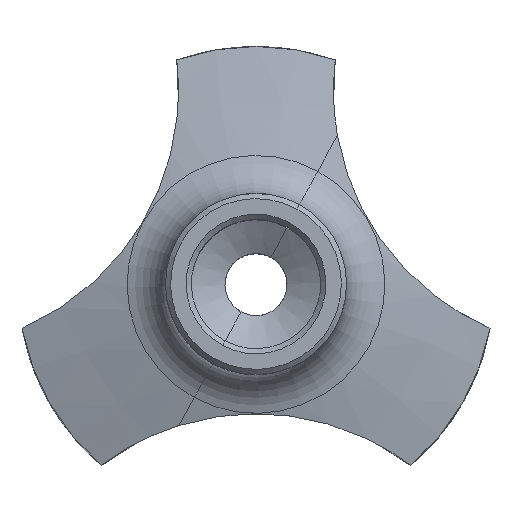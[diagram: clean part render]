
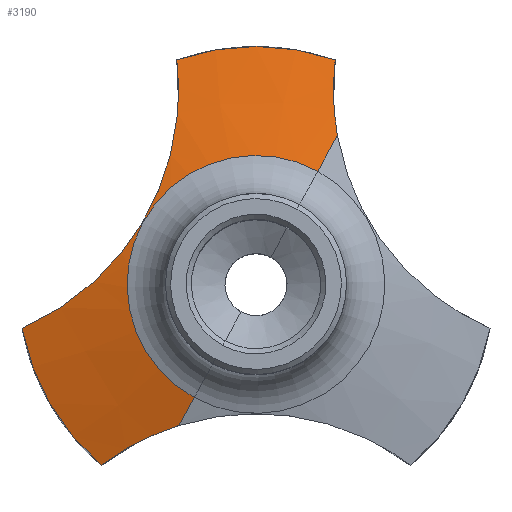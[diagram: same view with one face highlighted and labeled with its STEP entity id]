
A CAD part, top view. The second image highlights one B-rep face of the part: STEP entity #3190.
In plain terms, the highlighted conical face has half-angle 75 degrees and reference radius 24.912 mm.
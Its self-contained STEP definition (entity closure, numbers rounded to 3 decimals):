
#222=CARTESIAN_POINT('Axis2P3D Location',(0.,0.,35.341)) ;
#226=CARTESIAN_POINT('Vertex',(-11.943,-21.862,35.341)) ;
#228=CARTESIAN_POINT('Vertex',(11.943,21.862,35.341)) ;
#3010=CARTESIAN_POINT('Axis2P3D Location',(0.,0.,35.341)) ;
#3015=CARTESIAN_POINT('Line Origine',(17.957,32.871,31.98)) ;
#3019=CARTESIAN_POINT('Vertex',(15.719,28.774,33.23)) ;
#3022=CARTESIAN_POINT('Line Origine',(-17.957,-32.871,31.98)) ;
#3026=CARTESIAN_POINT('Vertex',(-14.898,-27.271,33.689)) ;
#3125=CARTESIAN_POINT('Control Point',(15.719,28.774,33.23)) ;
#3126=CARTESIAN_POINT('Control Point',(15.091,32.316,32.478)) ;
#3127=CARTESIAN_POINT('Control Point',(14.787,36.035,31.587)) ;
#3128=CARTESIAN_POINT('Control Point',(14.867,39.737,30.649)) ;
#3129=CARTESIAN_POINT('Control Point',(15.299,43.381,29.69)) ;
#3130=CARTESIAN_POINT('Vertex',(15.299,43.381,29.69)) ;
#3133=CARTESIAN_POINT('Axis2P3D Location',(0.,0.,29.69)) ;
#3137=CARTESIAN_POINT('Vertex',(-15.299,43.381,29.69)) ;
#3141=CARTESIAN_POINT('Control Point',(-45.219,-8.441,29.69)) ;
#3142=CARTESIAN_POINT('Control Point',(-43.034,-7.503,30.312)) ;
#3143=CARTESIAN_POINT('Control Point',(-40.9,-6.432,30.925)) ;
#3144=CARTESIAN_POINT('Control Point',(-38.816,-5.226,31.526)) ;
#3145=CARTESIAN_POINT('Control Point',(-35.628,-3.112,32.444)) ;
#3146=CARTESIAN_POINT('Control Point',(-32.708,-0.753,33.254)) ;
#3147=CARTESIAN_POINT('Control Point',(-31.661,0.157,33.538)) ;
#3148=CARTESIAN_POINT('Control Point',(-28.875,2.748,34.267)) ;
#3149=CARTESIAN_POINT('Control Point',(-26.487,5.435,34.8)) ;
#3150=CARTESIAN_POINT('Control Point',(-25.132,7.151,35.046)) ;
#3151=CARTESIAN_POINT('Control Point',(-22.651,10.636,35.369)) ;
#3152=CARTESIAN_POINT('Control Point',(-20.616,14.243,35.338)) ;
#3153=CARTESIAN_POINT('Control Point',(-19.663,16.144,35.234)) ;
#3154=CARTESIAN_POINT('Control Point',(-18.269,19.347,34.919)) ;
#3155=CARTESIAN_POINT('Control Point',(-17.099,22.907,34.366)) ;
#3156=CARTESIAN_POINT('Control Point',(-16.706,24.256,34.132)) ;
#3157=CARTESIAN_POINT('Control Point',(-15.589,28.686,33.297)) ;
#3158=CARTESIAN_POINT('Control Point',(-14.947,33.469,32.209)) ;
#3159=CARTESIAN_POINT('Control Point',(-14.792,36.806,31.393)) ;
#3160=CARTESIAN_POINT('Control Point',(-14.912,40.116,30.55)) ;
#3161=CARTESIAN_POINT('Control Point',(-15.299,43.381,29.69)) ;
#3162=CARTESIAN_POINT('Vertex',(-45.219,-8.441,29.69)) ;
#3165=CARTESIAN_POINT('Axis2P3D Location',(0.,0.,29.69)) ;
#3169=CARTESIAN_POINT('Vertex',(-29.92,-34.94,29.69)) ;
#3173=CARTESIAN_POINT('Control Point',(-14.898,-27.271,33.689)) ;
#3174=CARTESIAN_POINT('Control Point',(-18.023,-28.247,33.058)) ;
#3175=CARTESIAN_POINT('Control Point',(-21.197,-29.518,32.295)) ;
#3176=CARTESIAN_POINT('Control Point',(-24.278,-31.088,31.453)) ;
#3177=CARTESIAN_POINT('Control Point',(-27.192,-32.903,30.58)) ;
#3178=CARTESIAN_POINT('Control Point',(-29.92,-34.94,29.69)) ;
#223=DIRECTION('Axis2P3D Direction',(0.,0.,-1.)) ;
#3011=DIRECTION('Axis2P3D Direction',(0.,0.,-1.)) ;
#3012=DIRECTION('Axis2P3D XDirection',(0.479,0.878,0.)) ;
#3016=DIRECTION('Vector Direction',(0.463,0.848,-0.259)) ;
#3023=DIRECTION('Vector Direction',(-0.463,-0.848,-0.259)) ;
#3134=DIRECTION('Axis2P3D Direction',(0.,0.,-1.)) ;
#3166=DIRECTION('Axis2P3D Direction',(0.,0.,-1.)) ;
#224=AXIS2_PLACEMENT_3D('Circle Axis2P3D',#222,#223,$) ;
#3013=AXIS2_PLACEMENT_3D('Cone Axis2P3D',#3010,#3011,#3012) ;
#3135=AXIS2_PLACEMENT_3D('Circle Axis2P3D',#3133,#3134,$) ;
#3167=AXIS2_PLACEMENT_3D('Circle Axis2P3D',#3165,#3166,$) ;
#3181=ORIENTED_EDGE('',*,*,#3028,.T.) ;
#3182=ORIENTED_EDGE('',*,*,#230,.T.) ;
#3183=ORIENTED_EDGE('',*,*,#3021,.F.) ;
#3184=ORIENTED_EDGE('',*,*,#3132,.T.) ;
#3185=ORIENTED_EDGE('',*,*,#3139,.T.) ;
#3186=ORIENTED_EDGE('',*,*,#3164,.F.) ;
#3187=ORIENTED_EDGE('',*,*,#3171,.T.) ;
#3188=ORIENTED_EDGE('',*,*,#3179,.F.) ;
#3017=VECTOR('Line Direction',#3016,1.) ;
#3024=VECTOR('Line Direction',#3023,1.) ;
#3190=ADVANCED_FACE('PartBody',(#3189),#3014,.T.) ;
#3124=B_SPLINE_CURVE_WITH_KNOTS('',4,(#3125,#3126,#3127,#3128,#3129),.UNSPECIFIED.,.F.,.U.,(5,5),(0.,21.374),.UNSPECIFIED.) ;
#3140=B_SPLINE_CURVE_WITH_KNOTS('',5,(#3141,#3142,#3143,#3144,#3145,#3146,#3147,#3148,#3149,#3150,#3151,#3152,#3153,#3154,#3155,#3156,#3157,#3158,#3159,#3160,#3161),.UNSPECIFIED.,.F.,.U.,(6,3,3,3,3,3,6),(0.,17.31,27.646,46.115,65.252,76.272,100.216),.UNSPECIFIED.) ;
#3172=B_SPLINE_CURVE_WITH_KNOTS('',5,(#3173,#3174,#3175,#3176,#3177,#3178),.UNSPECIFIED.,.F.,.U.,(6,6),(0.,24.785),.UNSPECIFIED.) ;
#225=CIRCLE('generated circle',#224,24.912) ;
#3136=CIRCLE('generated circle',#3135,46.) ;
#3168=CIRCLE('generated circle',#3167,46.) ;
#3014=CONICAL_SURFACE('Cone',#3013,24.912,1.309) ;
#230=EDGE_CURVE('',#227,#229,#225,.T.) ;
#3021=EDGE_CURVE('',#3020,#229,#3018,.F.) ;
#3028=EDGE_CURVE('',#3027,#227,#3025,.F.) ;
#3132=EDGE_CURVE('',#3020,#3131,#3124,.T.) ;
#3139=EDGE_CURVE('',#3131,#3138,#3136,.F.) ;
#3164=EDGE_CURVE('',#3163,#3138,#3140,.T.) ;
#3171=EDGE_CURVE('',#3163,#3170,#3168,.F.) ;
#3179=EDGE_CURVE('',#3027,#3170,#3172,.T.) ;
#3180=EDGE_LOOP('',(#3181,#3182,#3183,#3184,#3185,#3186,#3187,#3188)) ;
#3189=FACE_OUTER_BOUND('',#3180,.T.) ;
#3018=LINE('Line',#3015,#3017) ;
#3025=LINE('Line',#3022,#3024) ;
#227=VERTEX_POINT('',#226) ;
#229=VERTEX_POINT('',#228) ;
#3020=VERTEX_POINT('',#3019) ;
#3027=VERTEX_POINT('',#3026) ;
#3131=VERTEX_POINT('',#3130) ;
#3138=VERTEX_POINT('',#3137) ;
#3163=VERTEX_POINT('',#3162) ;
#3170=VERTEX_POINT('',#3169) ;
